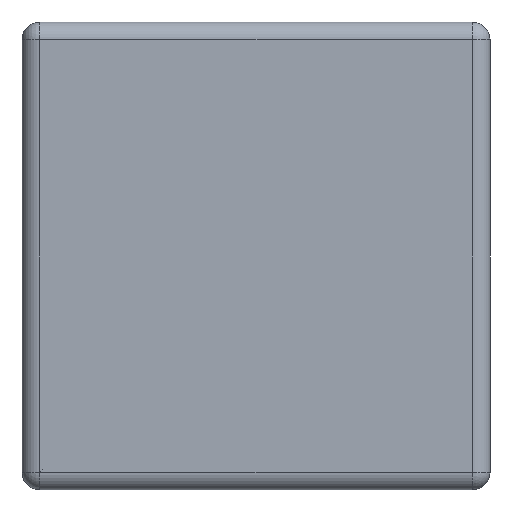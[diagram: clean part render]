
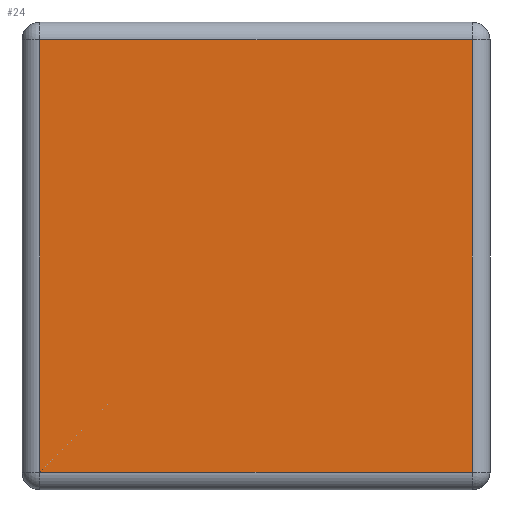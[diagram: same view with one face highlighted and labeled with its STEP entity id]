
A CAD part, left-side view. The second image highlights one B-rep face of the part: STEP entity #24.
In plain terms, the highlighted planar face has unit normal (-1, 0, 0).
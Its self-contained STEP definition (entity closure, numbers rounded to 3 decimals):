
#24 = ADVANCED_FACE ( 'NONE', ( #972 ), #528, .F. ) ;
#129 = ORIENTED_EDGE ( 'NONE', *, *, #560, .T. ) ;
#229 = EDGE_CURVE ( 'NONE', #1266, #1135, #955, .T. ) ;
#272 = ORIENTED_EDGE ( 'NONE', *, *, #836, .T. ) ;
#287 = DIRECTION ( 'NONE',  ( 0., 0., -1. ) ) ;
#448 = LINE ( 'NONE', #1014, #491 ) ;
#491 = VECTOR ( 'NONE', #1310, 1000. ) ;
#518 = CARTESIAN_POINT ( 'NONE',  ( -0.8, 0.8, 0.4 ) ) ;
#528 = PLANE ( 'NONE',  #1894 ) ;
#560 = EDGE_CURVE ( 'NONE', #1711, #995, #788, .T. ) ;
#573 = VECTOR ( 'NONE', #640, 1000. ) ;
#627 = CARTESIAN_POINT ( 'NONE',  ( -0.8, 0.03, 0.37 ) ) ;
#640 = DIRECTION ( 'NONE',  ( 0., 1., 0. ) ) ;
#714 = ORIENTED_EDGE ( 'NONE', *, *, #1238, .T. ) ;
#788 = LINE ( 'NONE', #1651, #1904 ) ;
#836 = EDGE_CURVE ( 'NONE', #1135, #1711, #1538, .T. ) ;
#955 = LINE ( 'NONE', #1511, #573 ) ;
#972 = FACE_OUTER_BOUND ( 'NONE', #1247, .T. ) ;
#995 = VERTEX_POINT ( 'NONE', #1371 ) ;
#1014 = CARTESIAN_POINT ( 'NONE',  ( -0.8, 0.03, 0.4 ) ) ;
#1135 = VERTEX_POINT ( 'NONE', #1583 ) ;
#1142 = ORIENTED_EDGE ( 'NONE', *, *, #229, .T. ) ;
#1238 = EDGE_CURVE ( 'NONE', #995, #1266, #448, .T. ) ;
#1247 = EDGE_LOOP ( 'NONE', ( #272, #129, #714, #1142 ) ) ;
#1266 = VERTEX_POINT ( 'NONE', #627 ) ;
#1284 = CARTESIAN_POINT ( 'NONE',  ( -0.8, 0.77, -0.37 ) ) ;
#1310 = DIRECTION ( 'NONE',  ( 0., 0., 1. ) ) ;
#1371 = CARTESIAN_POINT ( 'NONE',  ( -0.8, 0.03, -0.37 ) ) ;
#1388 = DIRECTION ( 'NONE',  ( 0., 0., -1. ) ) ;
#1470 = CARTESIAN_POINT ( 'NONE',  ( -0.8, 0.77, 0.4 ) ) ;
#1511 = CARTESIAN_POINT ( 'NONE',  ( -0.8, 0.8, 0.37 ) ) ;
#1538 = LINE ( 'NONE', #1470, #1873 ) ;
#1583 = CARTESIAN_POINT ( 'NONE',  ( -0.8, 0.77, 0.37 ) ) ;
#1651 = CARTESIAN_POINT ( 'NONE',  ( -0.8, 0.8, -0.37 ) ) ;
#1665 = DIRECTION ( 'NONE',  ( 0., -1., 0. ) ) ;
#1696 = DIRECTION ( 'NONE',  ( 1., 0., 0. ) ) ;
#1711 = VERTEX_POINT ( 'NONE', #1284 ) ;
#1873 = VECTOR ( 'NONE', #287, 1000. ) ;
#1894 = AXIS2_PLACEMENT_3D ( 'NONE', #518, #1696, #1388 ) ;
#1904 = VECTOR ( 'NONE', #1665, 1000. ) ;
